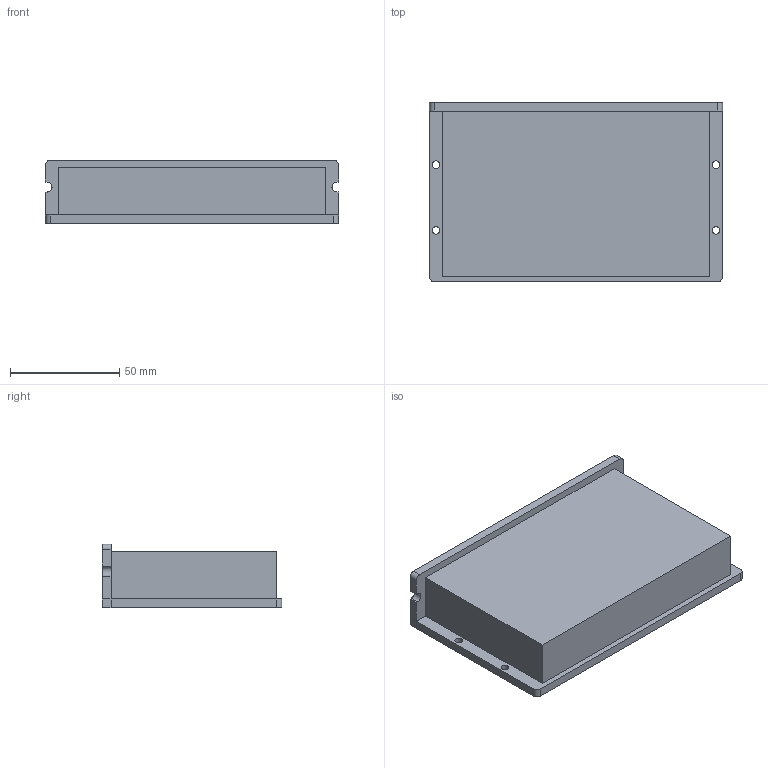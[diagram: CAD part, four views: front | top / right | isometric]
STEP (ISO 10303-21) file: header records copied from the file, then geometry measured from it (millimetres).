
FILE_DESCRIPTION(('Open CASCADE Model'),'2;1');
FILE_NAME('Open CASCADE Shape Model','2023-08-02T22:14:16',('Author'),( 'Open CASCADE'),'Open CASCADE STEP processor 7.7','Open CASCADE 7.7' ,'Unknown');
FILE_SCHEMA(('AUTOMOTIVE_DESIGN { 1 0 10303 214 1 1 1 1 }'));
Length unit declared in the file: millimetre
Products named in the file (1): Open CASCADE STEP translator 7.7 1
Bounding box: 134 x 82 x 29 mm (x, y, z)
Volume: 255126.6 mm3; surface area: 33912.6 mm2
Topology: 1 solids, 1 shells, 34 faces, 88 edges, 56 vertices
Faces by surface type: plane 24, cylinder 10
Full cylindrical faces by diameter (mm): 3.5 x4
Entity records: 1054 total; most frequent: CARTESIAN_POINT 179, DIRECTION 178, ORIENTED_EDGE 176, EDGE_CURVE 88, LINE 68, VECTOR 68, VERTEX_POINT 56, AXIS2_PLACEMENT_3D 55
